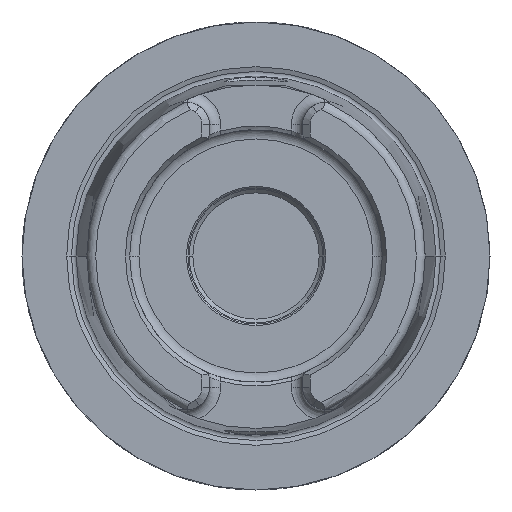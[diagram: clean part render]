
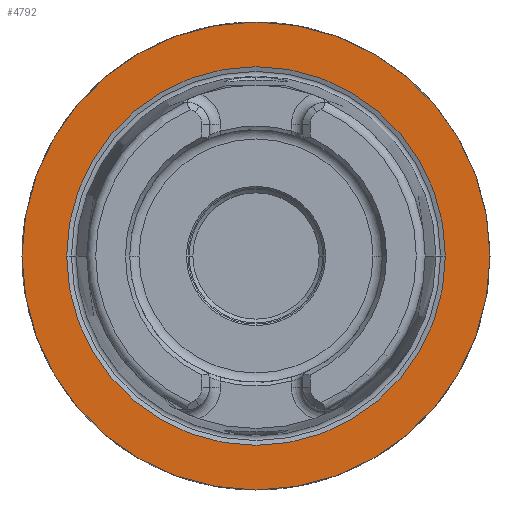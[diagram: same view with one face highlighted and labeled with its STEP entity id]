
A CAD part, left-side view. The second image highlights one B-rep face of the part: STEP entity #4792.
In plain terms, the highlighted planar face has unit normal (-1, 0, 0).
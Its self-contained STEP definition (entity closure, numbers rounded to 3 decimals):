
#1068=CARTESIAN_POINT('',(0.,0.,0.));
#1069=DIRECTION('',(1.,0.,0.));
#1070=DIRECTION('',(0.,1.,0.));
#1071=AXIS2_PLACEMENT_3D('',#1068,#1069,#1070);
#1073=CARTESIAN_POINT('',(0.,0.,0.));
#1074=DIRECTION('',(-1.,0.,0.));
#1075=DIRECTION('',(0.,1.,0.));
#1076=AXIS2_PLACEMENT_3D('',#1073,#1074,#1075);
#1078=CARTESIAN_POINT('',(0.,0.,0.));
#1079=DIRECTION('',(-1.,0.,0.));
#1080=DIRECTION('',(0.,-1.,0.));
#1081=AXIS2_PLACEMENT_3D('',#1078,#1079,#1080);
#1083=CARTESIAN_POINT('',(0.,0.,0.));
#1084=DIRECTION('',(-1.,0.,0.));
#1085=DIRECTION('',(0.,1.,0.));
#1086=AXIS2_PLACEMENT_3D('',#1083,#1084,#1085);
#3007=CARTESIAN_POINT('',(0.,31.5,0.));
#3008=CARTESIAN_POINT('',(0.,-31.5,0.));
#3009=VERTEX_POINT('',#3007);
#3010=VERTEX_POINT('',#3008);
#3035=CARTESIAN_POINT('',(0.,-25.49,0.));
#3036=VERTEX_POINT('',#3035);
#3037=CARTESIAN_POINT('',(0.,25.49,0.));
#3038=VERTEX_POINT('',#3037);
#4777=CARTESIAN_POINT('',(0.,0.,0.));
#4778=DIRECTION('',(1.,0.,0.));
#4779=DIRECTION('',(0.,-1.,0.));
#4780=AXIS2_PLACEMENT_3D('',#4777,#4778,#4779);
#4781=PLANE('',#4780);
#4783=ORIENTED_EDGE('',*,*,#4782,.T.);
#4785=ORIENTED_EDGE('',*,*,#4784,.F.);
#4786=EDGE_LOOP('',(#4783,#4785));
#4787=FACE_OUTER_BOUND('',#4786,.F.);
#4788=ORIENTED_EDGE('',*,*,#4772,.T.);
#4789=ORIENTED_EDGE('',*,*,#4756,.T.);
#4790=EDGE_LOOP('',(#4788,#4789));
#4791=FACE_BOUND('',#4790,.F.);
#4792=ADVANCED_FACE('',(#4787,#4791),#4781,.F.);
#1072=CIRCLE('',#1071,31.5);
#1077=CIRCLE('',#1076,31.5);
#1082=CIRCLE('',#1081,25.49);
#1087=CIRCLE('',#1086,25.49);
#4756=EDGE_CURVE('',#3038,#3036,#1087,.T.);
#4772=EDGE_CURVE('',#3036,#3038,#1082,.T.);
#4782=EDGE_CURVE('',#3009,#3010,#1072,.T.);
#4784=EDGE_CURVE('',#3009,#3010,#1077,.T.);
